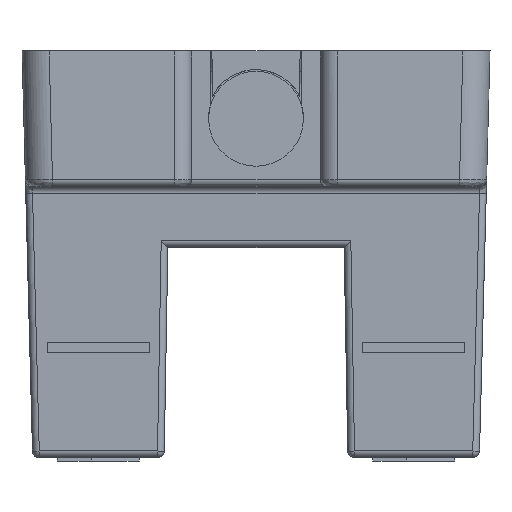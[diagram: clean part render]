
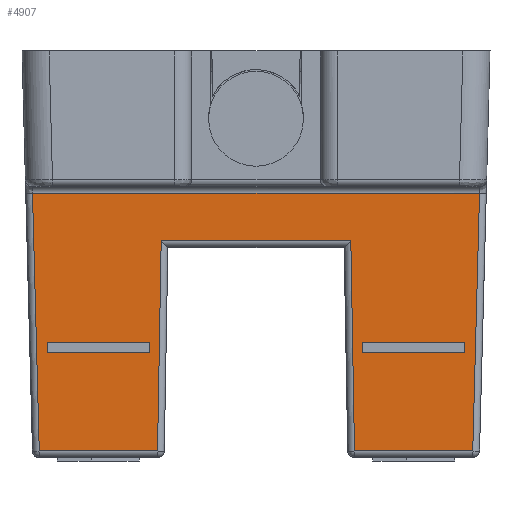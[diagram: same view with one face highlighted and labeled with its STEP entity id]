
A CAD part, front view. The second image highlights one B-rep face of the part: STEP entity #4907.
In plain terms, the highlighted planar face has unit normal (0, -1, -0.018).
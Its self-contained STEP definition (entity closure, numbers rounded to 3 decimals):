
#1180=DIRECTION('',(-0.026,-0.017,1.));
#1181=VECTOR('',#1180,6.85);
#1182=CARTESIAN_POINT('',(-14.701,17.393,
-11.058));
#1183=LINE('',#1182,#1181);
#1184=DIRECTION('',(-0.026,0.017,-1.));
#1185=VECTOR('',#1184,6.85);
#1186=CARTESIAN_POINT('',(-1.691,17.273,
-4.212));
#1187=LINE('',#1186,#1185);
#1188=DIRECTION('',(-0.026,0.017,-1.));
#1189=VECTOR('',#1188,0.761);
#1190=CARTESIAN_POINT('',(-1.87,17.393,
-11.058));
#1191=LINE('',#1190,#1189);
#1192=DIRECTION('',(-0.017,-0.017,1.));
#1193=VECTOR('',#1192,6.202);
#1194=CARTESIAN_POINT('',(-5.38,17.406,
-11.819));
#1195=LINE('',#1194,#1193);
#1196=DIRECTION('',(-0.017,0.017,-1.));
#1197=VECTOR('',#1196,6.202);
#1198=CARTESIAN_POINT('',(-11.084,17.298,
-5.619));
#1199=LINE('',#1198,#1197);
#1200=DIRECTION('',(-0.026,-0.017,1.));
#1201=VECTOR('',#1200,0.761);
#1202=CARTESIAN_POINT('',(-14.682,17.406,
-11.819));
#1203=LINE('',#1202,#1201);
#1204=DIRECTION('',(0.,-0.017,1.));
#1205=VECTOR('',#1204,0.305);
#1206=CARTESIAN_POINT('',(-2.133,17.355,
-8.918));
#1207=LINE('',#1206,#1205);
#1208=DIRECTION('',(-1.,0.,0.));
#1209=VECTOR('',#1208,3.005);
#1210=CARTESIAN_POINT('',(-2.133,17.35,
-8.613));
#1211=LINE('',#1210,#1209);
#1212=DIRECTION('',(0.,0.017,-1.));
#1213=VECTOR('',#1212,0.305);
#1214=CARTESIAN_POINT('',(-5.138,17.35,
-8.613));
#1215=LINE('',#1214,#1213);
#1216=DIRECTION('',(1.,0.,0.));
#1217=VECTOR('',#1216,3.005);
#1218=CARTESIAN_POINT('',(-5.138,17.355,
-8.918));
#1219=LINE('',#1218,#1217);
#1220=DIRECTION('',(0.,0.017,-1.));
#1221=VECTOR('',#1220,0.305);
#1222=CARTESIAN_POINT('',(-14.438,17.35,
-8.613));
#1223=LINE('',#1222,#1221);
#1224=DIRECTION('',(1.,0.,0.));
#1225=VECTOR('',#1224,3.005);
#1226=CARTESIAN_POINT('',(-14.438,17.355,
-8.918));
#1227=LINE('',#1226,#1225);
#1228=DIRECTION('',(0.,-0.017,1.));
#1229=VECTOR('',#1228,0.305);
#1230=CARTESIAN_POINT('',(-11.433,17.355,
-8.918));
#1231=LINE('',#1230,#1229);
#1232=DIRECTION('',(-1.,0.,0.));
#1233=VECTOR('',#1232,3.005);
#1234=CARTESIAN_POINT('',(-11.433,17.35,
-8.613));
#1235=LINE('',#1234,#1233);
#1396=DIRECTION('',(1.,0.,0.));
#1397=VECTOR('',#1396,3.49);
#1398=CARTESIAN_POINT('',(-14.682,17.406,
-11.819));
#1399=LINE('',#1398,#1397);
#1436=CARTESIAN_POINT('',(-11.084,17.298,
-5.619));
#1438=DIRECTION('',(1.,0.,0.));
#1439=VECTOR('',#1438,5.596);
#1440=CARTESIAN_POINT('',(-11.084,17.298,
-5.619));
#1441=LINE('',#1440,#1439);
#1455=CARTESIAN_POINT('',(-5.488,17.298,
-5.619));
#1481=DIRECTION('',(1.,0.,0.));
#1482=VECTOR('',#1481,3.49);
#1483=CARTESIAN_POINT('',(-5.38,17.406,
-11.819));
#1484=LINE('',#1483,#1482);
#2323=DIRECTION('',(-1.,0.,0.));
#2324=VECTOR('',#2323,13.19);
#2325=CARTESIAN_POINT('',(-1.691,17.273,
-4.212));
#2326=LINE('',#2325,#2324);
#2807=CARTESIAN_POINT('',(-14.682,17.406,
-11.819));
#2808=VERTEX_POINT('',#2807);
#2813=CARTESIAN_POINT('',(-14.881,17.273,
-4.212));
#2814=VERTEX_POINT('',#2813);
#2815=CARTESIAN_POINT('',(-14.701,17.393,
-11.058));
#2816=VERTEX_POINT('',#2815);
#2884=VERTEX_POINT('',#1455);
#2885=VERTEX_POINT('',#1436);
#2887=CARTESIAN_POINT('',(-5.38,17.406,
-11.819));
#2889=VERTEX_POINT('',#2887);
#2896=CARTESIAN_POINT('',(-1.89,17.406,
-11.819));
#2897=VERTEX_POINT('',#2896);
#2939=CARTESIAN_POINT('',(-1.87,17.393,
-11.058));
#2940=VERTEX_POINT('',#2939);
#2941=CARTESIAN_POINT('',(-1.691,17.273,
-4.212));
#2942=VERTEX_POINT('',#2941);
#2943=CARTESIAN_POINT('',(-11.192,17.406,
-11.819));
#2944=VERTEX_POINT('',#2943);
#2945=CARTESIAN_POINT('',(-2.133,17.355,
-8.918));
#2946=CARTESIAN_POINT('',(-2.133,17.35,
-8.613));
#2947=VERTEX_POINT('',#2945);
#2948=VERTEX_POINT('',#2946);
#2949=CARTESIAN_POINT('',(-5.138,17.35,
-8.613));
#2950=VERTEX_POINT('',#2949);
#2951=CARTESIAN_POINT('',(-5.138,17.355,
-8.918));
#2952=VERTEX_POINT('',#2951);
#2953=CARTESIAN_POINT('',(-14.438,17.35,
-8.613));
#2954=CARTESIAN_POINT('',(-14.438,17.355,
-8.918));
#2955=VERTEX_POINT('',#2953);
#2956=VERTEX_POINT('',#2954);
#2957=CARTESIAN_POINT('',(-11.433,17.355,
-8.918));
#2958=VERTEX_POINT('',#2957);
#2959=CARTESIAN_POINT('',(-11.433,17.35,
-8.613));
#2960=VERTEX_POINT('',#2959);
#4862=CARTESIAN_POINT('',(-21.448,17.2,
-0.026));
#4863=DIRECTION('',(0.,1.,0.017));
#4864=DIRECTION('',(1.,0.,0.));
#4865=AXIS2_PLACEMENT_3D('',#4862,#4863,#4864);
#4866=PLANE('',#4865);
#4868=ORIENTED_EDGE('',*,*,#4867,.T.);
#4870=ORIENTED_EDGE('',*,*,#4869,.F.);
#4871=ORIENTED_EDGE('',*,*,#4851,.T.);
#4872=ORIENTED_EDGE('',*,*,#4849,.T.);
#4874=ORIENTED_EDGE('',*,*,#4873,.F.);
#4876=ORIENTED_EDGE('',*,*,#4875,.T.);
#4878=ORIENTED_EDGE('',*,*,#4877,.F.);
#4880=ORIENTED_EDGE('',*,*,#4879,.T.);
#4882=ORIENTED_EDGE('',*,*,#4881,.F.);
#4884=ORIENTED_EDGE('',*,*,#4883,.T.);
#4885=EDGE_LOOP('',(#4868,#4870,#4871,#4872,#4874,#4876,#4878,#4880,#4882,
#4884));
#4886=FACE_OUTER_BOUND('',#4885,.F.);
#4888=ORIENTED_EDGE('',*,*,#4887,.T.);
#4890=ORIENTED_EDGE('',*,*,#4889,.T.);
#4892=ORIENTED_EDGE('',*,*,#4891,.T.);
#4894=ORIENTED_EDGE('',*,*,#4893,.T.);
#4895=EDGE_LOOP('',(#4888,#4890,#4892,#4894));
#4896=FACE_BOUND('',#4895,.F.);
#4898=ORIENTED_EDGE('',*,*,#4897,.T.);
#4900=ORIENTED_EDGE('',*,*,#4899,.T.);
#4902=ORIENTED_EDGE('',*,*,#4901,.T.);
#4904=ORIENTED_EDGE('',*,*,#4903,.T.);
#4905=EDGE_LOOP('',(#4898,#4900,#4902,#4904));
#4906=FACE_BOUND('',#4905,.F.);
#4907=ADVANCED_FACE('',(#4886,#4896,#4906),#4866,.F.);
#4849=EDGE_CURVE('',#2940,#2897,#1191,.T.);
#4851=EDGE_CURVE('',#2942,#2940,#1187,.T.);
#4867=EDGE_CURVE('',#2816,#2814,#1183,.T.);
#4869=EDGE_CURVE('',#2942,#2814,#2326,.T.);
#4873=EDGE_CURVE('',#2889,#2897,#1484,.T.);
#4875=EDGE_CURVE('',#2889,#2884,#1195,.T.);
#4877=EDGE_CURVE('',#2885,#2884,#1441,.T.);
#4879=EDGE_CURVE('',#2885,#2944,#1199,.T.);
#4881=EDGE_CURVE('',#2808,#2944,#1399,.T.);
#4883=EDGE_CURVE('',#2808,#2816,#1203,.T.);
#4887=EDGE_CURVE('',#2947,#2948,#1207,.T.);
#4889=EDGE_CURVE('',#2948,#2950,#1211,.T.);
#4891=EDGE_CURVE('',#2950,#2952,#1215,.T.);
#4893=EDGE_CURVE('',#2952,#2947,#1219,.T.);
#4897=EDGE_CURVE('',#2955,#2956,#1223,.T.);
#4899=EDGE_CURVE('',#2956,#2958,#1227,.T.);
#4901=EDGE_CURVE('',#2958,#2960,#1231,.T.);
#4903=EDGE_CURVE('',#2960,#2955,#1235,.T.);
